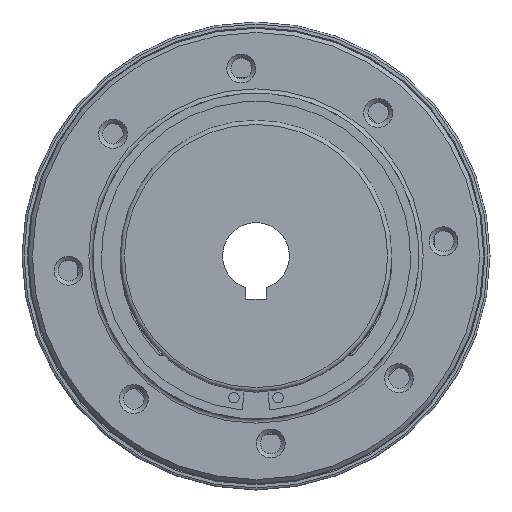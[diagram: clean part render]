
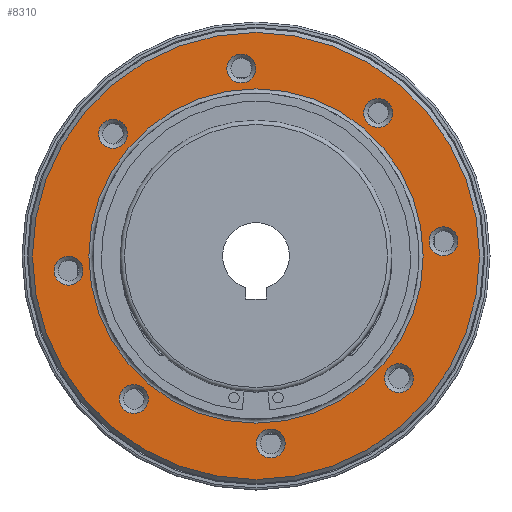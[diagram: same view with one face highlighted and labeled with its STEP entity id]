
A CAD part, left-side view. The second image highlights one B-rep face of the part: STEP entity #8310.
In plain terms, the highlighted planar face has unit normal (-1, 0, 0).
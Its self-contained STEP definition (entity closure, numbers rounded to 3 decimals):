
#2058=ORIENTED_EDGE('',*,*,#4262,.T.);
#2059=ORIENTED_EDGE('',*,*,#4263,.T.);
#2060=ORIENTED_EDGE('',*,*,#4264,.T.);
#2061=ORIENTED_EDGE('',*,*,#4265,.T.);
#2062=ORIENTED_EDGE('',*,*,#4266,.T.);
#2063=ORIENTED_EDGE('',*,*,#4267,.T.);
#2064=ORIENTED_EDGE('',*,*,#4268,.T.);
#2065=ORIENTED_EDGE('',*,*,#4269,.T.);
#2066=ORIENTED_EDGE('',*,*,#4270,.T.);
#2067=ORIENTED_EDGE('',*,*,#4271,.T.);
#4262=EDGE_CURVE('',#5407,#5407,#6239,.F.);
#4263=EDGE_CURVE('',#5408,#5408,#6240,.T.);
#4264=EDGE_CURVE('',#5409,#5409,#6241,.T.);
#4265=EDGE_CURVE('',#5410,#5410,#6242,.T.);
#4266=EDGE_CURVE('',#5411,#5411,#6243,.T.);
#4267=EDGE_CURVE('',#5412,#5412,#6244,.T.);
#4268=EDGE_CURVE('',#5413,#5413,#6245,.T.);
#4269=EDGE_CURVE('',#5414,#5414,#6246,.T.);
#4270=EDGE_CURVE('',#5415,#5415,#6247,.T.);
#4271=EDGE_CURVE('',#5416,#5416,#6248,.T.);
#5407=VERTEX_POINT('',#12637);
#5408=VERTEX_POINT('',#12639);
#5409=VERTEX_POINT('',#12641);
#5410=VERTEX_POINT('',#12643);
#5411=VERTEX_POINT('',#12645);
#5412=VERTEX_POINT('',#12647);
#5413=VERTEX_POINT('',#12649);
#5414=VERTEX_POINT('',#12651);
#5415=VERTEX_POINT('',#12653);
#5416=VERTEX_POINT('',#12655);
#6239=CIRCLE('',#9490,53.5);
#6240=CIRCLE('',#9491,40.);
#6241=CIRCLE('',#9492,3.459);
#6242=CIRCLE('',#9493,3.459);
#6243=CIRCLE('',#9494,3.459);
#6244=CIRCLE('',#9495,3.459);
#6245=CIRCLE('',#9496,3.459);
#6246=CIRCLE('',#9497,3.459);
#6247=CIRCLE('',#9498,3.459);
#6248=CIRCLE('',#9499,3.459);
#6518=EDGE_LOOP('',(#2058));
#6519=EDGE_LOOP('',(#2059));
#6520=EDGE_LOOP('',(#2060));
#6521=EDGE_LOOP('',(#2061));
#6522=EDGE_LOOP('',(#2062));
#6523=EDGE_LOOP('',(#2063));
#6524=EDGE_LOOP('',(#2064));
#6525=EDGE_LOOP('',(#2065));
#6526=EDGE_LOOP('',(#2066));
#6527=EDGE_LOOP('',(#2067));
#7276=FACE_BOUND('',#6518,.T.);
#7277=FACE_BOUND('',#6519,.T.);
#7278=FACE_BOUND('',#6520,.T.);
#7279=FACE_BOUND('',#6521,.T.);
#7280=FACE_BOUND('',#6522,.T.);
#7281=FACE_BOUND('',#6523,.T.);
#7282=FACE_BOUND('',#6524,.T.);
#7283=FACE_BOUND('',#6525,.T.);
#7284=FACE_BOUND('',#6526,.T.);
#7285=FACE_BOUND('',#6527,.T.);
#7908=PLANE('',#9489);
#8310=ADVANCED_FACE('',(#7276,#7277,#7278,#7279,#7280,#7281,#7282,#7283,
#7284,#7285),#7908,.F.);
#9489=AXIS2_PLACEMENT_3D('',#12635,#10586,#10587);
#9490=AXIS2_PLACEMENT_3D('',#12636,#10588,#10589);
#9491=AXIS2_PLACEMENT_3D('',#12638,#10590,#10591);
#9492=AXIS2_PLACEMENT_3D('',#12640,#10592,#10593);
#9493=AXIS2_PLACEMENT_3D('',#12642,#10594,#10595);
#9494=AXIS2_PLACEMENT_3D('',#12644,#10596,#10597);
#9495=AXIS2_PLACEMENT_3D('',#12646,#10598,#10599);
#9496=AXIS2_PLACEMENT_3D('',#12648,#10600,#10601);
#9497=AXIS2_PLACEMENT_3D('',#12650,#10602,#10603);
#9498=AXIS2_PLACEMENT_3D('',#12652,#10604,#10605);
#9499=AXIS2_PLACEMENT_3D('',#12654,#10606,#10607);
#10586=DIRECTION('',(1.,0.,0.));
#10587=DIRECTION('',(0.,0.,-1.));
#10588=DIRECTION('',(1.,0.,0.));
#10589=DIRECTION('',(0.,0.,-1.));
#10590=DIRECTION('',(1.,0.,0.));
#10591=DIRECTION('',(0.,0.,-1.));
#10592=DIRECTION('',(1.,0.,0.));
#10593=DIRECTION('',(0.,0.,-1.));
#10594=DIRECTION('',(1.,0.,0.));
#10595=DIRECTION('',(0.,0.,-1.));
#10596=DIRECTION('',(1.,0.,0.));
#10597=DIRECTION('',(0.,0.,-1.));
#10598=DIRECTION('',(1.,0.,0.));
#10599=DIRECTION('',(0.,0.,-1.));
#10600=DIRECTION('',(1.,0.,0.));
#10601=DIRECTION('',(0.,0.,-1.));
#10602=DIRECTION('',(1.,0.,0.));
#10603=DIRECTION('',(0.,0.,-1.));
#10604=DIRECTION('',(1.,0.,0.));
#10605=DIRECTION('',(0.,0.,-1.));
#10606=DIRECTION('',(1.,0.,0.));
#10607=DIRECTION('',(0.,0.,-1.));
#12635=CARTESIAN_POINT('',(4.077,0.,54.5));
#12636=CARTESIAN_POINT('',(4.077,0.,0.));
#12637=CARTESIAN_POINT('',(4.077,0.,-53.5));
#12638=CARTESIAN_POINT('',(4.077,0.,0.));
#12639=CARTESIAN_POINT('',(4.077,0.,-40.));
#12640=CARTESIAN_POINT('',(4.077,-29.225,34.218));
#12641=CARTESIAN_POINT('',(4.077,-29.225,30.76));
#12642=CARTESIAN_POINT('',(4.077,3.531,44.861));
#12643=CARTESIAN_POINT('',(4.077,3.531,41.403));
#12644=CARTESIAN_POINT('',(4.077,34.218,29.225));
#12645=CARTESIAN_POINT('',(4.077,34.218,25.767));
#12646=CARTESIAN_POINT('',(4.077,44.861,-3.531));
#12647=CARTESIAN_POINT('',(4.077,44.861,-6.989));
#12648=CARTESIAN_POINT('',(4.077,29.225,-34.218));
#12649=CARTESIAN_POINT('',(4.077,29.225,-37.677));
#12650=CARTESIAN_POINT('',(4.077,-3.531,-44.861));
#12651=CARTESIAN_POINT('',(4.077,-3.531,-48.32));
#12652=CARTESIAN_POINT('',(4.077,-34.218,-29.225));
#12653=CARTESIAN_POINT('',(4.077,-34.218,-32.684));
#12654=CARTESIAN_POINT('',(4.077,-44.861,3.531));
#12655=CARTESIAN_POINT('',(4.077,-44.861,0.072));
